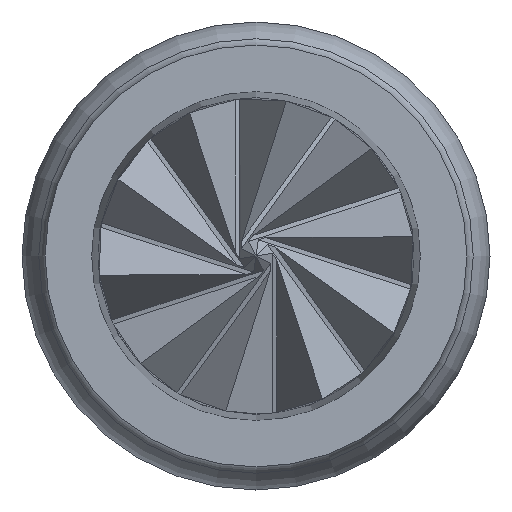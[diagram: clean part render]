
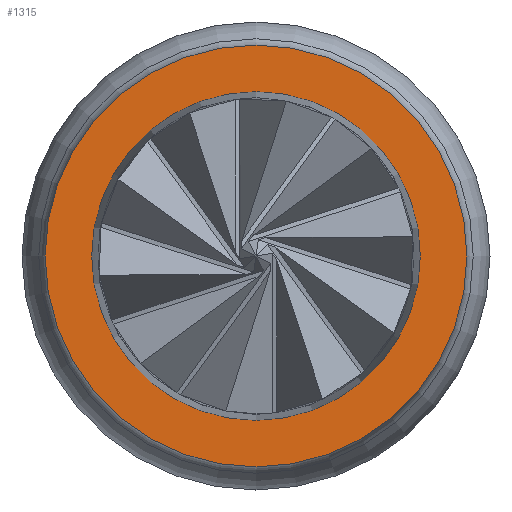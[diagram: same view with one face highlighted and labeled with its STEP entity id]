
A CAD part, left-side view. The second image highlights one B-rep face of the part: STEP entity #1315.
In plain terms, the highlighted planar face has unit normal (-1, 0, 0).
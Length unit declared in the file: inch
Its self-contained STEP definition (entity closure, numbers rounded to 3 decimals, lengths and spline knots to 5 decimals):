
#476 = DIRECTION ( 'NONE',  ( 0., 0., -1. ) ) ;
#990 = CARTESIAN_POINT ( 'NONE',  ( 0., 0., 0. ) ) ;
#1315 = ADVANCED_FACE ( 'NONE', ( #2520, #3937 ), #1550, .F. ) ;
#1491 = DIRECTION ( 'NONE',  ( 0., 0., -1. ) ) ;
#1506 = VERTEX_POINT ( 'NONE', #4919 ) ;
#1550 = PLANE ( 'NONE',  #4821 ) ;
#1849 = EDGE_CURVE ( 'NONE', #2607, #2607, #4625, .T. ) ;
#1852 = ORIENTED_EDGE ( 'NONE', *, *, #1849, .T. ) ;
#2520 = FACE_BOUND ( 'NONE', #5639, .T. ) ;
#2607 = VERTEX_POINT ( 'NONE', #4478 ) ;
#2757 = AXIS2_PLACEMENT_3D ( 'NONE', #3011, #4775, #3415 ) ;
#2900 = DIRECTION ( 'NONE',  ( 1., 0., 0. ) ) ;
#2952 = ORIENTED_EDGE ( 'NONE', *, *, #5792, .F. ) ;
#3011 = CARTESIAN_POINT ( 'NONE',  ( 0., 0., 0. ) ) ;
#3274 = CIRCLE ( 'NONE', #5422, 0.02425 ) ;
#3372 = CARTESIAN_POINT ( 'NONE',  ( 0., 0.02725, 0. ) ) ;
#3415 = DIRECTION ( 'NONE',  ( 0., 0., -1. ) ) ;
#3937 = FACE_OUTER_BOUND ( 'NONE', #4796, .T. ) ;
#4478 = CARTESIAN_POINT ( 'NONE',  ( 0., 0., -0.01889 ) ) ;
#4625 = CIRCLE ( 'NONE', #2757, 0.01889 ) ;
#4775 = DIRECTION ( 'NONE',  ( 1., 0., 0. ) ) ;
#4796 = EDGE_LOOP ( 'NONE', ( #2952 ) ) ;
#4821 = AXIS2_PLACEMENT_3D ( 'NONE', #3372, #2900, #1491 ) ;
#4919 = CARTESIAN_POINT ( 'NONE',  ( 0., 0., -0.02425 ) ) ;
#5422 = AXIS2_PLACEMENT_3D ( 'NONE', #990, #5619, #476 ) ;
#5619 = DIRECTION ( 'NONE',  ( 1., 0., 0. ) ) ;
#5639 = EDGE_LOOP ( 'NONE', ( #1852 ) ) ;
#5792 = EDGE_CURVE ( 'NONE', #1506, #1506, #3274, .T. ) ;
